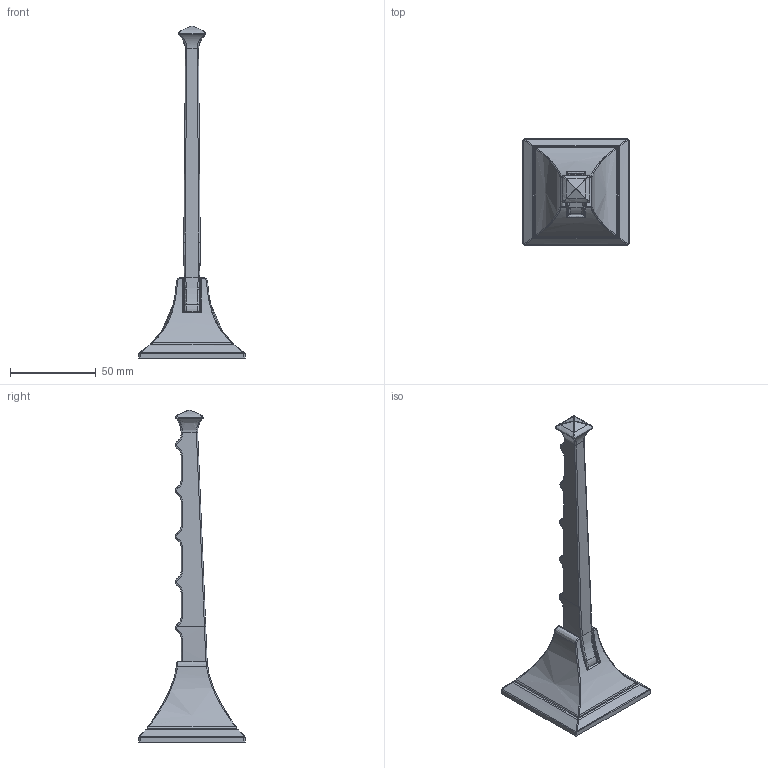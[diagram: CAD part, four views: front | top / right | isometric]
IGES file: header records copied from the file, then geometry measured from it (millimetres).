
Start section:  PTC IGES file: 4917.igs
Global section: file name: 4917.igs; native system: Creo Parametric by PTC Inc.; preprocessor: 2019352; author: rsmith; organization: Unknown; date: 20220627.151914; units: inch
Bounding box: 61.98 x 61.98 x 193.86 mm (x, y, z)
Surface area: 19088.6 mm2 (no closed solid volume)
Topology: 0 solids, 0 shells, 298 faces, 1398 edges, 1398 vertices
Faces by surface type: bspline 217, revolution 67, extrusion 14
